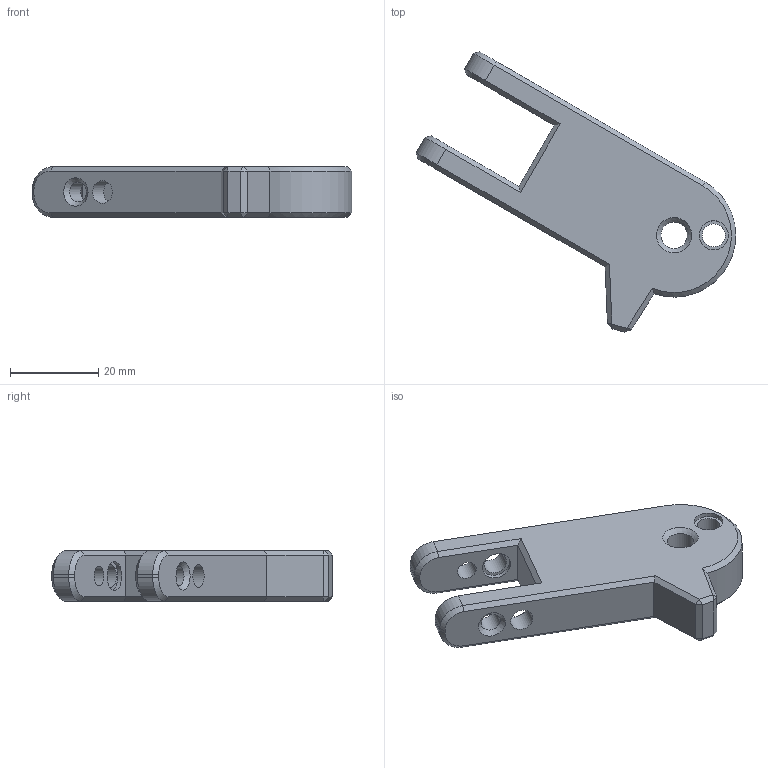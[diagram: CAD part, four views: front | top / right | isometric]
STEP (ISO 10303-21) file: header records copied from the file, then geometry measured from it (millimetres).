
FILE_DESCRIPTION(('FreeCAD Model'),'2;1');
FILE_NAME('Open CASCADE Shape Model','2023-02-09T11:44:58',('Author'),( ''),'Open CASCADE STEP processor 7.5','FreeCAD','Unknown');
FILE_SCHEMA(('AUTOMOTIVE_DESIGN { 1 0 10303 214 1 1 1 1 }'));
Length unit declared in the file: millimetre
Products named in the file (1): arm.pivot
Bounding box: 72.46 x 63.57 x 11.5 mm (x, y, z)
Volume: 18064.6 mm3; surface area: 6443.2 mm2
Topology: 1 solids, 1 shells, 71 faces, 153 edges, 88 vertices
Faces by surface type: plane 42, cylinder 15, cone 14
Full cylindrical faces by diameter (mm): 4.4 x2, 5.2 x3, 6 x1, 6.6 x4
Entity records: 4149 total; most frequent: CARTESIAN_POINT 733, DIRECTION 585, LINE 327, VECTOR 327, ORIENTED_EDGE 306, PCURVE 306, DEFINITIONAL_REPRESENTATION 306, EDGE_CURVE 153
